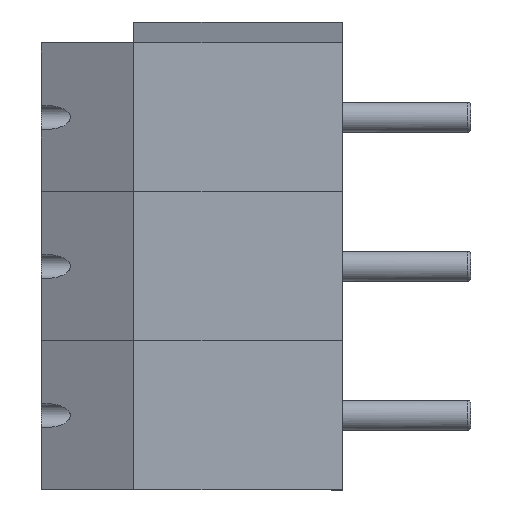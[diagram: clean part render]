
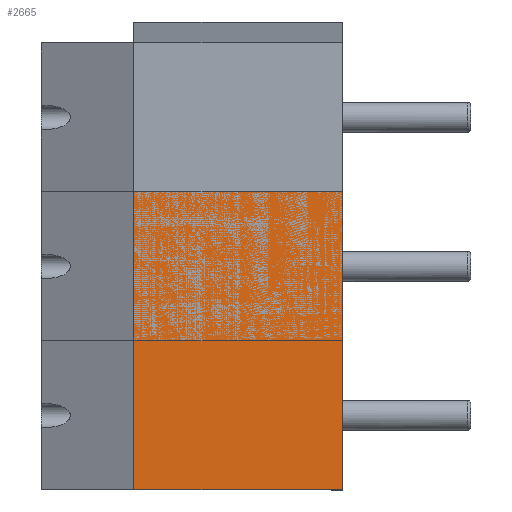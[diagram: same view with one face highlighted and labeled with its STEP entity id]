
A CAD part, left-side view. The second image highlights one B-rep face of the part: STEP entity #2665.
In plain terms, the highlighted planar face has unit normal (-1, 0, 0).
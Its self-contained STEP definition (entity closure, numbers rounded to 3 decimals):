
#2665=ADVANCED_FACE('',(#3190),#3192,.T.);
#3190=FACE_BOUND('',#3191,.T.);
#3191=EDGE_LOOP('',(#5804,#5805,#5806,#5807));
#3192=PLANE('',#3193);
#3193=AXIS2_PLACEMENT_3D('',#3194,#3195,#3196);
#3194=CARTESIAN_POINT('',(0.,7.14,-0.621));
#3195=DIRECTION('',(-1.,0.,0.));
#3196=DIRECTION('',(0.,-1.,0.));
#5804=ORIENTED_EDGE('',*,*,#7883,.T.);
#5805=ORIENTED_EDGE('',*,*,#7884,.T.);
#5806=ORIENTED_EDGE('',*,*,#7870,.T.);
#5807=ORIENTED_EDGE('',*,*,#7885,.T.);
#7870=EDGE_CURVE('',#8924,#8921,#8925,.T.);
#7883=EDGE_CURVE('',#8948,#8949,#8950,.T.);
#7884=EDGE_CURVE('',#8949,#8924,#8951,.T.);
#7885=EDGE_CURVE('',#8921,#8948,#8952,.T.);
#8921=VERTEX_POINT('',#10699);
#8924=VERTEX_POINT('',#10704);
#8925=LINE('',#10705,#10706);
#8948=VERTEX_POINT('',#10754);
#8949=VERTEX_POINT('',#10755);
#8950=LINE('',#10756,#10757);
#8951=LINE('',#10759,#10760);
#8952=LINE('',#10762,#10763);
#10699=CARTESIAN_POINT('',(0.,0.,-0.421));
#10704=CARTESIAN_POINT('',(0.,7.,-0.421));
#10705=CARTESIAN_POINT('',(0.,7.,-0.421));
#10706=VECTOR('',#10707,1.);
#10707=DIRECTION('',(0.,-1.,0.));
#10754=CARTESIAN_POINT('',(0.,0.,9.579));
#10755=CARTESIAN_POINT('',(0.,7.,9.579));
#10756=CARTESIAN_POINT('',(0.,0.,9.579));
#10757=VECTOR('',#10758,1.);
#10758=DIRECTION('',(0.,1.,0.));
#10759=CARTESIAN_POINT('',(0.,7.,9.579));
#10760=VECTOR('',#10761,1.);
#10761=DIRECTION('',(0.,0.,-1.));
#10762=CARTESIAN_POINT('',(0.,0.,-0.421));
#10763=VECTOR('',#10764,1.);
#10764=DIRECTION('',(0.,0.,1.));
